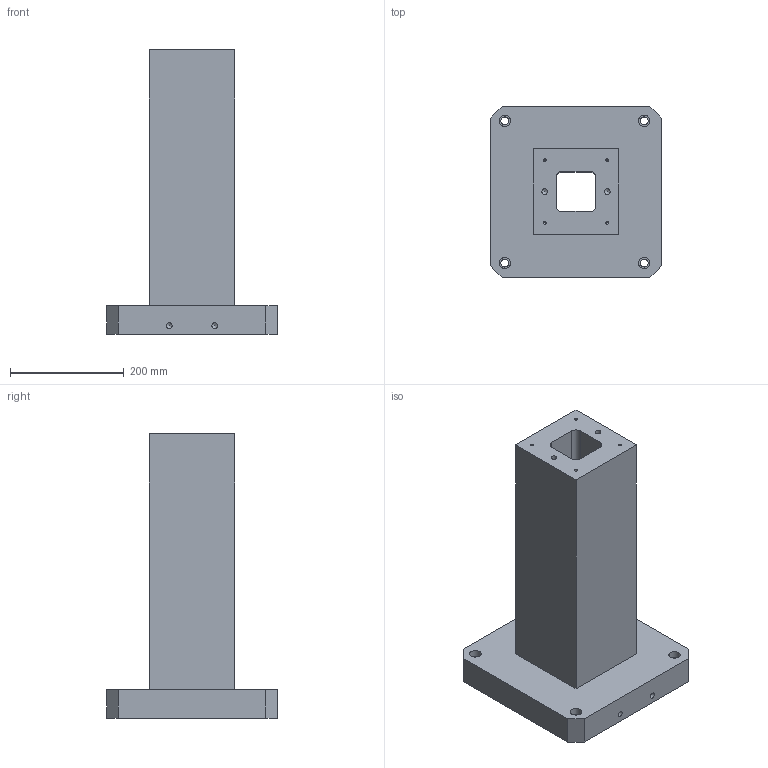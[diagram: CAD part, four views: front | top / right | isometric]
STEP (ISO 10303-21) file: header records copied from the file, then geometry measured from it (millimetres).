
FILE_DESCRIPTION( ( 'Unknown' ), '1' );
FILE_NAME( 'BP07-300300-0500.stp', 'Unknown', ( 'S.C.H' ), ( 'Unknown' ), 'XStep 1.0', 'Unknown', ' ' );
FILE_SCHEMA( ( 'CONFIG_CONTROL_DESIGN' ) );
Length unit declared in the file: millimetre
Products named in the file (1): 1
Bounding box: 300 x 300 x 500 mm (x, y, z)
Volume: 12127151.2 mm3; surface area: 641380.6 mm2
Topology: 1 solids, 1 shells, 53 faces, 142 edges, 96 vertices
Faces by surface type: plane 23, cylinder 21, cone 9
Full cylindrical faces by diameter (mm): 5 x4, 10.106 x5, 14 x4, 20 x4
Entity records: 1442 total; most frequent: DIRECTION 244, CARTESIAN_POINT 231, ORIENTED_EDGE 188, AXIS2_PLACEMENT_3D 96, EDGE_LOOP 94, EDGE_CURVE 94, VERTEX_POINT 83, FACE_OUTER_BOUND 70
